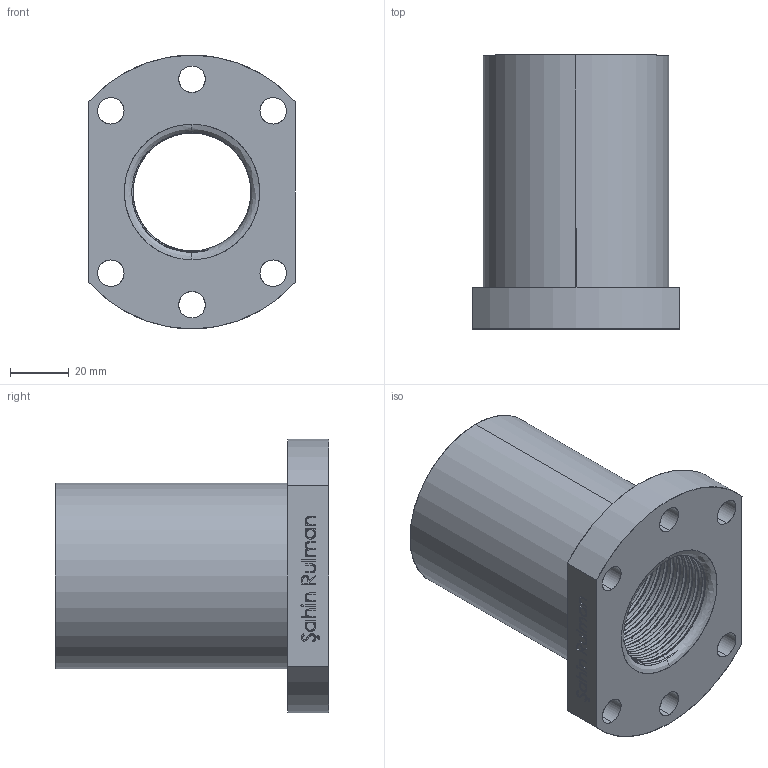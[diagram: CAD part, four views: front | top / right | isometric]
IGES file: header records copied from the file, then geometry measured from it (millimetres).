
Start section: SolidWorks IGES file using analytic representation for surfaces
Global section: file name: SFUR 4010.IGS; native system: SolidWorks 2011; preprocessor: SolidWorks 2011; author: Mheart; date: 120310.145752; units: millimetre
Bounding box: 70 x 93 x 93 mm (x, y, z)
Surface area: 44965.4 mm2 (no closed solid volume)
Topology: 0 solids, 0 shells, 365 faces, 7533 edges, 7533 vertices
Faces by surface type: bspline 286, revolution 79
